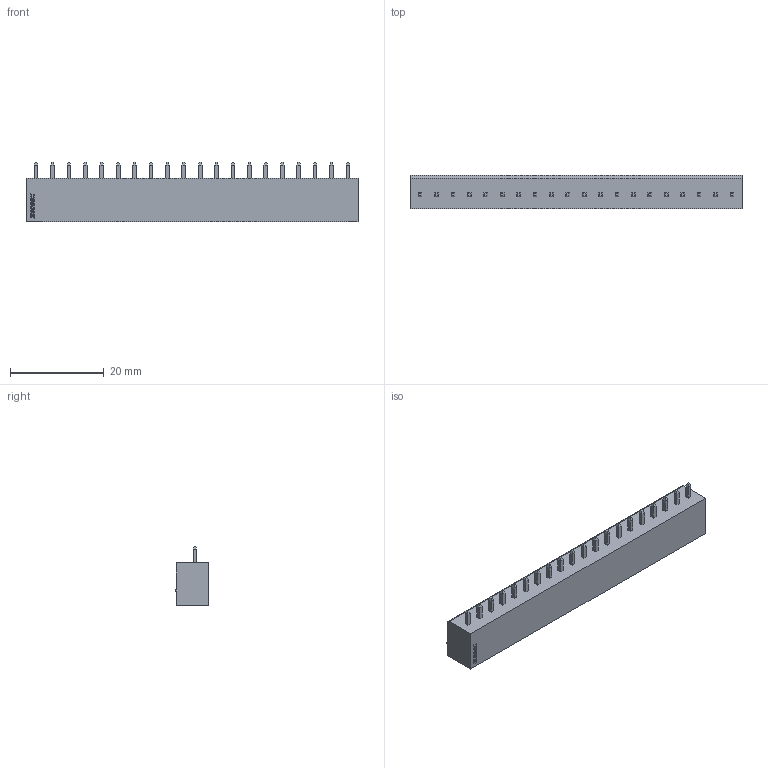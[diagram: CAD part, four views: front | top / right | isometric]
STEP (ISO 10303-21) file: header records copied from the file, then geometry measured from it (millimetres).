
FILE_DESCRIPTION(/* description */ (''),/* implementation_level */ '2;1');
FILE_NAME(/* name */ '15EDGVC-3.5-20P-1Y-00A(H).stp',/* time_stamp */ '2020-05-21T19:36:30+08:00',/* author */ (''),/* organization */ (''),/* preprocessor_version */ 'ST-DEVELOPER v14',/* originating_system */ 'SIEMENS PLM Software NX 8.0',/* authorisation */ '');
FILE_SCHEMA (('AP203_CONFIGURATION_CONTROLLED_3D_DESIGN_OF_MECHANICAL_PARTS_AND_ASSEMBLIES_MIM_LF { 1 0 10303 403 2 1 2}'));
Length unit declared in the file: millimetre
Products named in the file (1): Admi07704AC6oftk
Bounding box: 70.8 x 7.24 x 12.6 mm (x, y, z)
Volume: 2428.3 mm3; surface area: 5734.6 mm2
Topology: 1 solids, 1 shells, 1178 faces, 3104 edges, 2016 vertices
Faces by surface type: plane 1088, cone 68, cylinder 22
Entity records: 35741 total; most frequent: CARTESIAN_POINT 6494, ORIENTED_EDGE 6208, DIRECTION 5605, EDGE_CURVE 3104, LINE 2847, VECTOR 2847, VERTEX_POINT 2016, AXIS2_PLACEMENT_3D 1379
